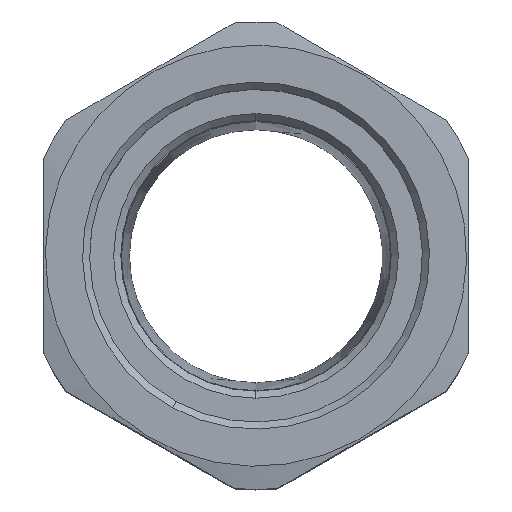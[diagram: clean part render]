
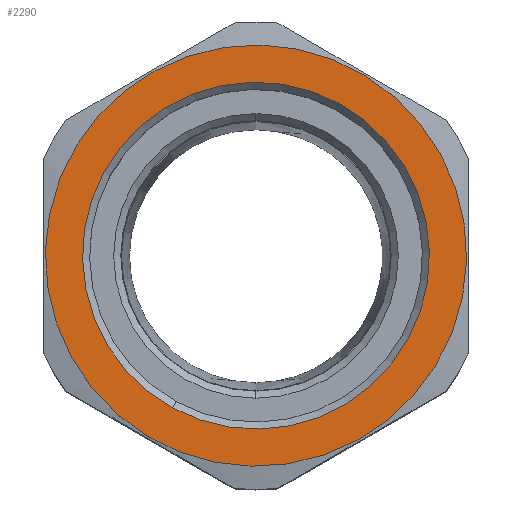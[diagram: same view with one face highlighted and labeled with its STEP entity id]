
A CAD part, top view. The second image highlights one B-rep face of the part: STEP entity #2290.
In plain terms, the highlighted planar face has unit normal (0, 0, 1).
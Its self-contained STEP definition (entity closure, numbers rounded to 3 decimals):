
#1906=AXIS2_PLACEMENT_3D('Circle Axis2P3D',#1904,#1905,$) ;
#2155=AXIS2_PLACEMENT_3D('Circle Axis2P3D',#2153,#2154,$) ;
#2266=AXIS2_PLACEMENT_3D('Plane Axis2P3D',#2263,#2264,#2265) ;
#2274=AXIS2_PLACEMENT_3D('Circle Axis2P3D',#2272,#2273,$) ;
#2283=AXIS2_PLACEMENT_3D('Circle Axis2P3D',#2281,#2282,$) ;
#1901=CARTESIAN_POINT('Vertex',(45.479,58.406,75.25)) ;
#1904=CARTESIAN_POINT('Axis2P3D Location',(30.,33.,75.25)) ;
#1908=CARTESIAN_POINT('Vertex',(14.521,7.594,75.25)) ;
#2153=CARTESIAN_POINT('Axis2P3D Location',(30.,33.,75.25)) ;
#2263=CARTESIAN_POINT('Axis2P3D Location',(30.,33.,75.25)) ;
#2272=CARTESIAN_POINT('Axis2P3D Location',(30.,33.,75.25)) ;
#2276=CARTESIAN_POINT('Vertex',(18.254,11.499,75.25)) ;
#2278=CARTESIAN_POINT('Vertex',(41.746,54.501,75.25)) ;
#2281=CARTESIAN_POINT('Axis2P3D Location',(30.,33.,75.25)) ;
#1905=DIRECTION('Axis2P3D Direction',(0.,0.,-1.)) ;
#2154=DIRECTION('Axis2P3D Direction',(0.,0.,-1.)) ;
#2264=DIRECTION('Axis2P3D Direction',(0.,0.,-1.)) ;
#2265=DIRECTION('Axis2P3D XDirection',(0.,1.,0.)) ;
#2273=DIRECTION('Axis2P3D Direction',(0.,0.,-1.)) ;
#2282=DIRECTION('Axis2P3D Direction',(0.,0.,-1.)) ;
#2269=ORIENTED_EDGE('',*,*,#2157,.T.) ;
#2270=ORIENTED_EDGE('',*,*,#1910,.T.) ;
#2287=ORIENTED_EDGE('',*,*,#2280,.T.) ;
#2288=ORIENTED_EDGE('',*,*,#2285,.T.) ;
#2289=FACE_BOUND('',#2286,.T.) ;
#2290=ADVANCED_FACE('Part1.1\\Koerper.2',(#2271,#2289),#2267,.F.) ;
#1907=CIRCLE('generated circle',#1906,29.75) ;
#2156=CIRCLE('generated circle',#2155,29.75) ;
#2275=CIRCLE('generated circle',#2274,24.5) ;
#2284=CIRCLE('generated circle',#2283,24.5) ;
#1910=EDGE_CURVE('',#1909,#1902,#1907,.F.) ;
#2157=EDGE_CURVE('',#1902,#1909,#2156,.F.) ;
#2280=EDGE_CURVE('',#2277,#2279,#2275,.T.) ;
#2285=EDGE_CURVE('',#2279,#2277,#2284,.T.) ;
#2268=EDGE_LOOP('',(#2269,#2270)) ;
#2286=EDGE_LOOP('',(#2287,#2288)) ;
#2271=FACE_OUTER_BOUND('',#2268,.T.) ;
#2267=PLANE('',#2266) ;
#1902=VERTEX_POINT('',#1901) ;
#1909=VERTEX_POINT('',#1908) ;
#2277=VERTEX_POINT('',#2276) ;
#2279=VERTEX_POINT('',#2278) ;
